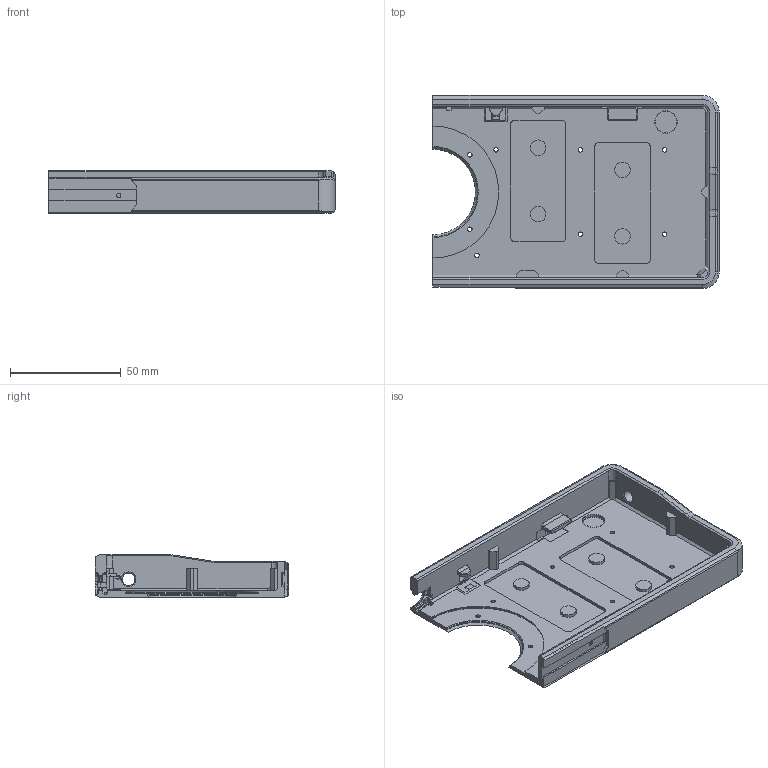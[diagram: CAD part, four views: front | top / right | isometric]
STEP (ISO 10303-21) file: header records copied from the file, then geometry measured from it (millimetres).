
FILE_DESCRIPTION(/* description */ ('STEP AP242','CAx-IF Rec.Pracs.---Representation and Presentation of Product Manufacturing Information (PMI)---4.0---2014-10-13','CAx-IF Rec.Pracs.---3D Tessellated Geometry---0.4---2014-09-14','2;1'),/* implementation_level */ '2;1');
FILE_NAME(/* name */ '659fa53fab4d6a061adaf75f',/* time_stamp */ '2024-01-11T08:22:24Z',/* author */ (''),/* organization */ (''),/* preprocessor_version */ 'ST-DEVELOPER v19.4',/* originating_system */ ' ',/* authorisation */ ' ');
FILE_SCHEMA (('AP242_MANAGED_MODEL_BASED_3D_ENGINEERING_MIM_LF { 1 0 10303 442 1 1 4 }'));
Length unit declared in the file: metre
Products named in the file (1): CaseR
Bounding box: 129.24 x 87.23 x 19.3 mm (x, y, z)
Volume: 49284.1 mm3; surface area: 33536.2 mm2
Topology: 1 solids, 1 shells, 653 faces, 1746 edges, 1116 vertices
Faces by surface type: plane 495, cylinder 89, cone 45, sphere 14, torus 10
Full cylindrical faces by diameter (mm): 2 x9, 3.6 x8, 4 x1, 5.6 x1, 7 x4, 10.166 x1, 10.2 x1
Entity records: 19822 total; most frequent: CARTESIAN_POINT 3558, ORIENTED_EDGE 3392, DIRECTION 3228, EDGE_CURVE 1696, LINE 1412, VECTOR 1412, VERTEX_POINT 1112, AXIS2_PLACEMENT_3D 908
